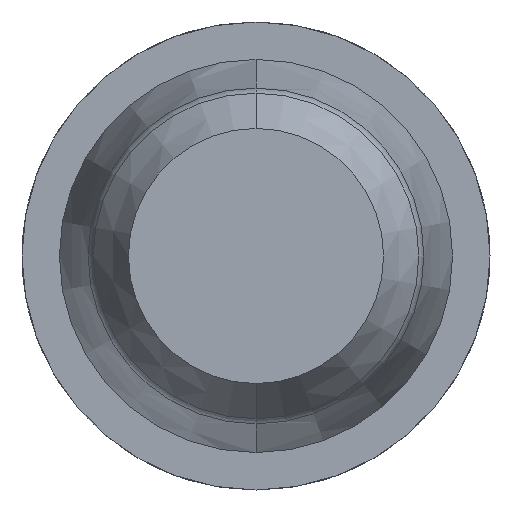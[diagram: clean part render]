
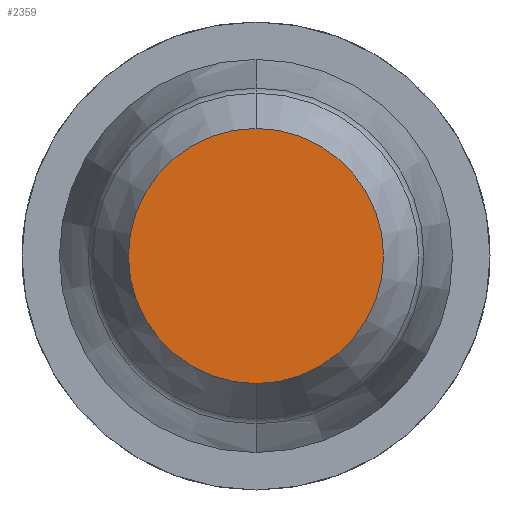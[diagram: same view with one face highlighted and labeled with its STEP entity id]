
A CAD part, front view. The second image highlights one B-rep face of the part: STEP entity #2359.
In plain terms, the highlighted planar face has unit normal (0, -1, 0).
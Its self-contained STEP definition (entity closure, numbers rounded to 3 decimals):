
#90 = DIRECTION ( 'NONE',  ( 0., 1., 0. ) ) ;
#121 = CARTESIAN_POINT ( 'NONE',  ( 0., -30.5, 0.627 ) ) ;
#253 = EDGE_CURVE ( 'Defeature ausgef�hrt3_1+Defeature ausgef�hrt3_0+Defeature ausgef�hrt3_0+Defeature ausgef�hrt3_0', #2307, #2750, #3638, .T. ) ;
#452 = AXIS2_PLACEMENT_3D ( 'NONE', #1755, #90, #1215 ) ;
#792 = CIRCLE ( 'NONE', #1541, 0.627 ) ;
#878 = PLANE ( 'NONE',  #2145 ) ;
#1047 = EDGE_CURVE ( 'Defeature ausgef�hrt3_1+Defeature ausgef�hrt3_0+Defeature ausgef�hrt3_0+Defeature ausgef�hrt3_0', #2750, #2307, #792, .T. ) ;
#1144 = DIRECTION ( 'NONE',  ( 0., 1., 0. ) ) ;
#1163 = ORIENTED_EDGE ( 'NONE', *, *, #253, .F. ) ;
#1215 = DIRECTION ( 'NONE',  ( 0., 0., 1. ) ) ;
#1440 = FACE_OUTER_BOUND ( 'NONE', #3663, .T. ) ;
#1541 = AXIS2_PLACEMENT_3D ( 'NONE', #1942, #3664, #3378 ) ;
#1755 = CARTESIAN_POINT ( 'NONE',  ( 0., -30.5, 0. ) ) ;
#1942 = CARTESIAN_POINT ( 'NONE',  ( 0., -30.5, 0. ) ) ;
#2145 = AXIS2_PLACEMENT_3D ( 'NONE', #2575, #1144, #2828 ) ;
#2307 = VERTEX_POINT ( 'NONE', #3178 ) ;
#2359 = ADVANCED_FACE ( 'Defeature ausgef�hrt3_0', ( #1440 ), #878, .F. ) ;
#2575 = CARTESIAN_POINT ( 'NONE',  ( 0., -30.5, 0. ) ) ;
#2750 = VERTEX_POINT ( 'NONE', #121 ) ;
#2828 = DIRECTION ( 'NONE',  ( 0., 0., 1. ) ) ;
#2876 = ORIENTED_EDGE ( 'NONE', *, *, #1047, .F. ) ;
#3178 = CARTESIAN_POINT ( 'NONE',  ( 0., -30.5, -0.627 ) ) ;
#3378 = DIRECTION ( 'NONE',  ( 0., 0., 1. ) ) ;
#3638 = CIRCLE ( 'NONE', #452, 0.627 ) ;
#3663 = EDGE_LOOP ( 'NONE', ( #2876, #1163 ) ) ;
#3664 = DIRECTION ( 'NONE',  ( 0., 1., 0. ) ) ;
